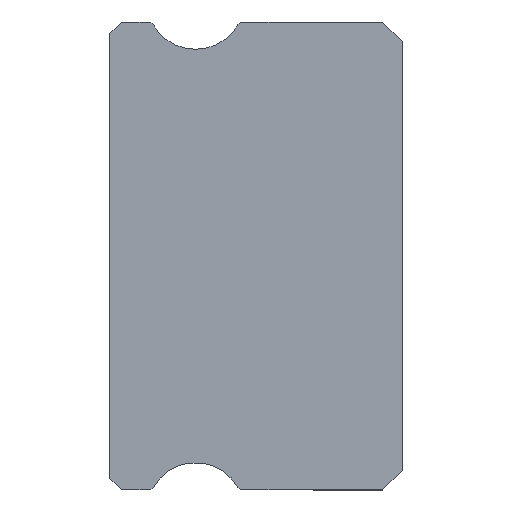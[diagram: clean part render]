
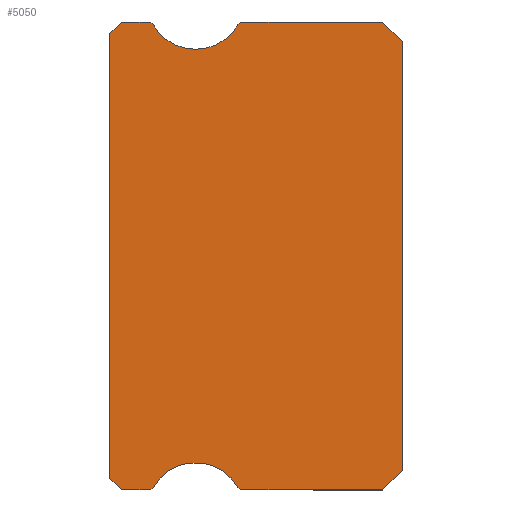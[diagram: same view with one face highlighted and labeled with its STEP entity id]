
A CAD part, left-side view. The second image highlights one B-rep face of the part: STEP entity #5050.
In plain terms, the highlighted planar face has unit normal (-1, 0, 0).
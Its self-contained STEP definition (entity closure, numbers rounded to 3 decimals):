
#6 = VECTOR ( 'NONE', #5279, 1000. ) ;
#134 = LINE ( 'NONE', #219, #1223 ) ;
#150 = VERTEX_POINT ( 'NONE', #4763 ) ;
#151 = VERTEX_POINT ( 'NONE', #1044 ) ;
#178 = LINE ( 'NONE', #2636, #1721 ) ;
#219 = CARTESIAN_POINT ( 'NONE',  ( -12.5, 0., -5.5 ) ) ;
#271 = CARTESIAN_POINT ( 'NONE',  ( -12.5, 6.512, -6. ) ) ;
#310 = AXIS2_PLACEMENT_3D ( 'NONE', #1675, #4937, #2533 ) ;
#336 = ORIENTED_EDGE ( 'NONE', *, *, #871, .T. ) ;
#482 = CARTESIAN_POINT ( 'NONE',  ( -12.5, 4.088, 6. ) ) ;
#554 = AXIS2_PLACEMENT_3D ( 'NONE', #2133, #2904, #4538 ) ;
#647 = CIRCLE ( 'NONE', #3122, 0.15 ) ;
#660 = CARTESIAN_POINT ( 'NONE',  ( -12.5, 7.5, 5.7 ) ) ;
#686 = DIRECTION ( 'NONE',  ( 0., 0.707, -0.707 ) ) ;
#708 = EDGE_CURVE ( 'NONE', #4689, #2126, #2923, .T. ) ;
#797 = EDGE_CURVE ( 'NONE', #2526, #2037, #3517, .T. ) ;
#844 = EDGE_CURVE ( 'NONE', #4844, #2632, #647, .T. ) ;
#848 = DIRECTION ( 'NONE',  ( 1., 0., 0. ) ) ;
#860 = CARTESIAN_POINT ( 'NONE',  ( -12.5, 0.5, -6. ) ) ;
#871 = EDGE_CURVE ( 'NONE', #5271, #150, #1953, .T. ) ;
#938 = DIRECTION ( 'NONE',  ( 0., 0., 1. ) ) ;
#1013 = EDGE_CURVE ( 'NONE', #2632, #4657, #2545, .T. ) ;
#1044 = CARTESIAN_POINT ( 'NONE',  ( -12.5, 0., 5.5 ) ) ;
#1046 = EDGE_CURVE ( 'NONE', #1404, #3336, #4909, .T. ) ;
#1067 = EDGE_CURVE ( 'NONE', #3085, #150, #4480, .T. ) ;
#1223 = VECTOR ( 'NONE', #686, 1000. ) ;
#1248 = ORIENTED_EDGE ( 'NONE', *, *, #1788, .T. ) ;
#1289 = EDGE_CURVE ( 'NONE', #2554, #151, #5059, .T. ) ;
#1382 = ORIENTED_EDGE ( 'NONE', *, *, #1046, .F. ) ;
#1404 = VERTEX_POINT ( 'NONE', #1829 ) ;
#1412 = CIRCLE ( 'NONE', #4815, 1.25 ) ;
#1439 = CARTESIAN_POINT ( 'NONE',  ( -12.5, 7.5, -5.7 ) ) ;
#1444 = DIRECTION ( 'NONE',  ( 0., -0.707, -0.707 ) ) ;
#1481 = ORIENTED_EDGE ( 'NONE', *, *, #844, .F. ) ;
#1493 = ORIENTED_EDGE ( 'NONE', *, *, #2478, .F. ) ;
#1675 = CARTESIAN_POINT ( 'NONE',  ( -12.5, 5.3, 6.55 ) ) ;
#1684 = CARTESIAN_POINT ( 'NONE',  ( -12.5, 4.088, 5.85 ) ) ;
#1721 = VECTOR ( 'NONE', #4258, 1000. ) ;
#1756 = PLANE ( 'NONE',  #4238 ) ;
#1775 = CARTESIAN_POINT ( 'NONE',  ( -12.5, 0.5, 6. ) ) ;
#1788 = EDGE_CURVE ( 'NONE', #4689, #5271, #5259, .T. ) ;
#1806 = CARTESIAN_POINT ( 'NONE',  ( -12.5, 0.5, 6. ) ) ;
#1808 = CARTESIAN_POINT ( 'NONE',  ( -12.5, 4.088, -6. ) ) ;
#1819 = DIRECTION ( 'NONE',  ( 0., -1., 0. ) ) ;
#1827 = AXIS2_PLACEMENT_3D ( 'NONE', #2402, #3230, #4859 ) ;
#1829 = CARTESIAN_POINT ( 'NONE',  ( -12.5, 6.383, 5.925 ) ) ;
#1953 = LINE ( 'NONE', #271, #3206 ) ;
#2027 = EDGE_CURVE ( 'NONE', #2554, #2526, #134, .T. ) ;
#2037 = VERTEX_POINT ( 'NONE', #1808 ) ;
#2039 = ORIENTED_EDGE ( 'NONE', *, *, #2076, .F. ) ;
#2057 = EDGE_CURVE ( 'NONE', #2570, #1404, #3960, .T. ) ;
#2076 = EDGE_CURVE ( 'NONE', #3401, #3085, #1412, .T. ) ;
#2124 = FACE_OUTER_BOUND ( 'NONE', #2471, .T. ) ;
#2126 = VERTEX_POINT ( 'NONE', #660 ) ;
#2133 = CARTESIAN_POINT ( 'NONE',  ( -12.5, 6.512, -5.85 ) ) ;
#2173 = VECTOR ( 'NONE', #938, 1000. ) ;
#2201 = LINE ( 'NONE', #2227, #3804 ) ;
#2207 = DIRECTION ( 'NONE',  ( -1., 0., 0. ) ) ;
#2227 = CARTESIAN_POINT ( 'NONE',  ( -12.5, 7.2, 6. ) ) ;
#2234 = CARTESIAN_POINT ( 'NONE',  ( -12.5, 6.512, -6. ) ) ;
#2402 = CARTESIAN_POINT ( 'NONE',  ( -12.5, 4.088, -5.85 ) ) ;
#2436 = DIRECTION ( 'NONE',  ( 0., 1., 0. ) ) ;
#2438 = ORIENTED_EDGE ( 'NONE', *, *, #4660, .T. ) ;
#2440 = VECTOR ( 'NONE', #1819, 1000. ) ;
#2453 = CARTESIAN_POINT ( 'NONE',  ( -12.5, 7.2, -6. ) ) ;
#2471 = EDGE_LOOP ( 'NONE', ( #4417, #3165, #1248, #336, #2758, #2039, #4027, #5117, #4578, #2744, #1493, #4927, #1481, #3990, #1382, #2520, #2438 ) ) ;
#2478 = EDGE_CURVE ( 'NONE', #4657, #151, #4229, .T. ) ;
#2514 = CARTESIAN_POINT ( 'NONE',  ( -12.5, 6.512, 6. ) ) ;
#2520 = ORIENTED_EDGE ( 'NONE', *, *, #2057, .F. ) ;
#2526 = VERTEX_POINT ( 'NONE', #860 ) ;
#2533 = DIRECTION ( 'NONE',  ( 0., 0., -1. ) ) ;
#2535 = DIRECTION ( 'NONE',  ( 0., 0., 1. ) ) ;
#2545 = LINE ( 'NONE', #2514, #2440 ) ;
#2554 = VERTEX_POINT ( 'NONE', #4904 ) ;
#2570 = VERTEX_POINT ( 'NONE', #3456 ) ;
#2630 = CARTESIAN_POINT ( 'NONE',  ( -12.5, 5.3, 5.3 ) ) ;
#2632 = VERTEX_POINT ( 'NONE', #482 ) ;
#2636 = CARTESIAN_POINT ( 'NONE',  ( -12.5, 7.5, 5.7 ) ) ;
#2645 = CARTESIAN_POINT ( 'NONE',  ( -12.5, 7.2, -6. ) ) ;
#2646 = EDGE_CURVE ( 'NONE', #3784, #2126, #178, .T. ) ;
#2728 = DIRECTION ( 'NONE',  ( 0., -1., 0. ) ) ;
#2730 = CARTESIAN_POINT ( 'NONE',  ( -12.5, 5.3, -6.55 ) ) ;
#2744 = ORIENTED_EDGE ( 'NONE', *, *, #1289, .T. ) ;
#2758 = ORIENTED_EDGE ( 'NONE', *, *, #1067, .F. ) ;
#2858 = AXIS2_PLACEMENT_3D ( 'NONE', #4943, #3334, #3758 ) ;
#2904 = DIRECTION ( 'NONE',  ( 1., 0., 0. ) ) ;
#2923 = LINE ( 'NONE', #3696, #4319 ) ;
#2953 = DIRECTION ( 'NONE',  ( 1., 0., 0. ) ) ;
#3045 = CARTESIAN_POINT ( 'NONE',  ( -12.5, 7.2, 6. ) ) ;
#3085 = VERTEX_POINT ( 'NONE', #3611 ) ;
#3122 = AXIS2_PLACEMENT_3D ( 'NONE', #1684, #848, #3233 ) ;
#3136 = CARTESIAN_POINT ( 'NONE',  ( -12.5, 4.217, -5.925 ) ) ;
#3165 = ORIENTED_EDGE ( 'NONE', *, *, #708, .F. ) ;
#3206 = VECTOR ( 'NONE', #2728, 1000. ) ;
#3230 = DIRECTION ( 'NONE',  ( 1., 0., 0. ) ) ;
#3233 = DIRECTION ( 'NONE',  ( 0., 0., -1. ) ) ;
#3272 = DIRECTION ( 'NONE',  ( 0., 0., -1. ) ) ;
#3334 = DIRECTION ( 'NONE',  ( -1., 0., 0. ) ) ;
#3336 = VERTEX_POINT ( 'NONE', #2630 ) ;
#3398 = DIRECTION ( 'NONE',  ( 0., 1., 0. ) ) ;
#3401 = VERTEX_POINT ( 'NONE', #3136 ) ;
#3456 = CARTESIAN_POINT ( 'NONE',  ( -12.5, 6.512, 6. ) ) ;
#3515 = EDGE_CURVE ( 'NONE', #2037, #3401, #5174, .T. ) ;
#3517 = LINE ( 'NONE', #2234, #3703 ) ;
#3530 = VECTOR ( 'NONE', #1444, 1000. ) ;
#3611 = CARTESIAN_POINT ( 'NONE',  ( -12.5, 6.383, -5.925 ) ) ;
#3696 = CARTESIAN_POINT ( 'NONE',  ( -12.5, 7.5, 5.85 ) ) ;
#3703 = VECTOR ( 'NONE', #2436, 1000. ) ;
#3758 = DIRECTION ( 'NONE',  ( 0., 0., -1. ) ) ;
#3784 = VERTEX_POINT ( 'NONE', #3045 ) ;
#3804 = VECTOR ( 'NONE', #3398, 1000. ) ;
#3960 = CIRCLE ( 'NONE', #4298, 0.15 ) ;
#3990 = ORIENTED_EDGE ( 'NONE', *, *, #5031, .F. ) ;
#4027 = ORIENTED_EDGE ( 'NONE', *, *, #3515, .F. ) ;
#4229 = LINE ( 'NONE', #1806, #3530 ) ;
#4238 = AXIS2_PLACEMENT_3D ( 'NONE', #4988, #2953, #3272 ) ;
#4258 = DIRECTION ( 'NONE',  ( 0., 0.707, -0.707 ) ) ;
#4264 = DIRECTION ( 'NONE',  ( 0., 0., -1. ) ) ;
#4289 = DIRECTION ( 'NONE',  ( 1., 0., 0. ) ) ;
#4298 = AXIS2_PLACEMENT_3D ( 'NONE', #5102, #4289, #4264 ) ;
#4319 = VECTOR ( 'NONE', #2535, 1000. ) ;
#4417 = ORIENTED_EDGE ( 'NONE', *, *, #2646, .T. ) ;
#4480 = CIRCLE ( 'NONE', #554, 0.15 ) ;
#4538 = DIRECTION ( 'NONE',  ( 0., 0., -1. ) ) ;
#4576 = CARTESIAN_POINT ( 'NONE',  ( -12.5, 0., 5.5 ) ) ;
#4578 = ORIENTED_EDGE ( 'NONE', *, *, #2027, .F. ) ;
#4657 = VERTEX_POINT ( 'NONE', #1775 ) ;
#4660 = EDGE_CURVE ( 'NONE', #2570, #3784, #2201, .T. ) ;
#4689 = VERTEX_POINT ( 'NONE', #1439 ) ;
#4697 = DIRECTION ( 'NONE',  ( 0., 0., -1. ) ) ;
#4763 = CARTESIAN_POINT ( 'NONE',  ( -12.5, 6.512, -6. ) ) ;
#4815 = AXIS2_PLACEMENT_3D ( 'NONE', #2730, #2207, #4697 ) ;
#4844 = VERTEX_POINT ( 'NONE', #5073 ) ;
#4859 = DIRECTION ( 'NONE',  ( 0., 0., -1. ) ) ;
#4904 = CARTESIAN_POINT ( 'NONE',  ( -12.5, 0., -5.5 ) ) ;
#4909 = CIRCLE ( 'NONE', #2858, 1.25 ) ;
#4924 = CIRCLE ( 'NONE', #310, 1.25 ) ;
#4927 = ORIENTED_EDGE ( 'NONE', *, *, #1013, .F. ) ;
#4937 = DIRECTION ( 'NONE',  ( -1., 0., 0. ) ) ;
#4943 = CARTESIAN_POINT ( 'NONE',  ( -12.5, 5.3, 6.55 ) ) ;
#4988 = CARTESIAN_POINT ( 'NONE',  ( -12.5, 6.512, 5.85 ) ) ;
#5031 = EDGE_CURVE ( 'NONE', #3336, #4844, #4924, .T. ) ;
#5050 = ADVANCED_FACE ( 'NONE', ( #2124 ), #1756, .F. ) ;
#5059 = LINE ( 'NONE', #4576, #2173 ) ;
#5073 = CARTESIAN_POINT ( 'NONE',  ( -12.5, 4.217, 5.925 ) ) ;
#5102 = CARTESIAN_POINT ( 'NONE',  ( -12.5, 6.512, 5.85 ) ) ;
#5117 = ORIENTED_EDGE ( 'NONE', *, *, #797, .F. ) ;
#5174 = CIRCLE ( 'NONE', #1827, 0.15 ) ;
#5259 = LINE ( 'NONE', #2453, #6 ) ;
#5271 = VERTEX_POINT ( 'NONE', #2645 ) ;
#5279 = DIRECTION ( 'NONE',  ( 0., -0.707, -0.707 ) ) ;
